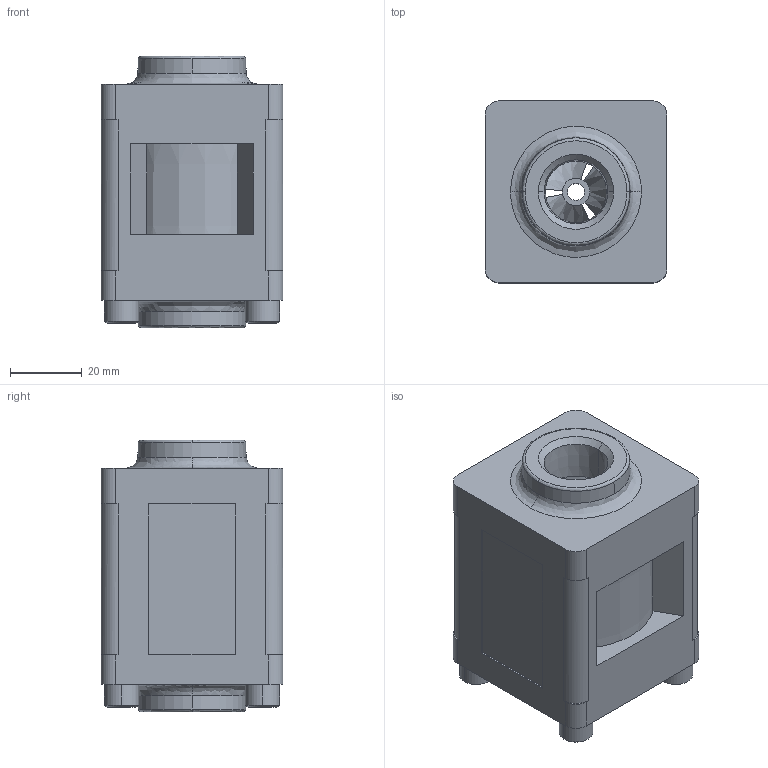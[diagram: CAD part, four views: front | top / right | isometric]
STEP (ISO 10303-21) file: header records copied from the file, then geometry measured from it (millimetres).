
FILE_DESCRIPTION (( 'STEP AP203' ), '1' );
FILE_NAME ('RFH-0808.step', '2024-08-21T11:20:32', ( '' ), ( '' ), 'SwSTEP 2.0', 'SolidWorks 2023', '' );
FILE_SCHEMA (( 'CONFIG_CONTROL_DESIGN' ));
Length unit declared in the file: inch
Products named in the file (1): RFH-0808
Bounding box: 50.8 x 50.8 x 75.82 mm (x, y, z)
Volume: 98525.9 mm3; surface area: 44940.5 mm2
Topology: 3 solids, 11 shells, 223 faces, 527 edges, 342 vertices
Faces by surface type: plane 102, cylinder 72, cone 28, bspline 21
Entity records: 8292 total; most frequent: CARTESIAN_POINT 3116, ORIENTED_EDGE 1054, DIRECTION 1050, EDGE_CURVE 527, AXIS2_PLACEMENT_3D 403, VERTEX_POINT 342, EDGE_LOOP 249, LINE 244
